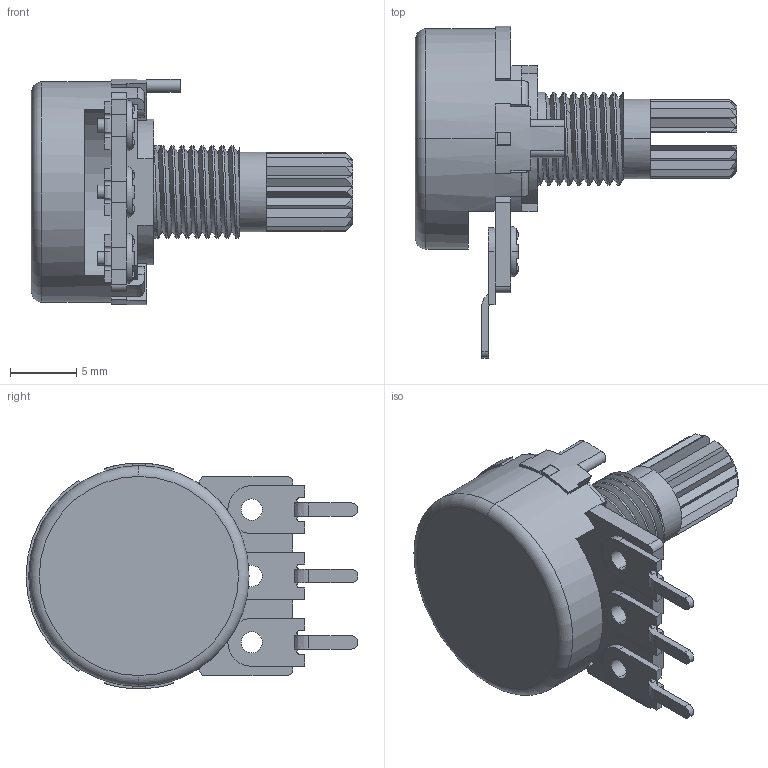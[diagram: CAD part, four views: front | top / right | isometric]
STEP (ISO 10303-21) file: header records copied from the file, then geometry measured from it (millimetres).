
FILE_DESCRIPTION(('FreeCAD Model'),'2;1');
FILE_NAME('Open CASCADE Shape Model','2022-02-04T19:10:10',('Author'),( ''),'Open CASCADE STEP processor 7.4','FreeCAD','Unknown');
FILE_SCHEMA(('AUTOMOTIVE_DESIGN { 1 0 10303 214 1 1 1 1 }'));
Length unit declared in the file: millimetre
Products named in the file (1): PDB181-K415K-103B001
Bounding box: 24.2 x 25 x 17 mm (x, y, z)
Volume: 1276.1 mm3; surface area: 2355.6 mm2
Topology: 1 solids, 4 shells, 348 faces, 873 edges, 545 vertices
Faces by surface type: plane 230, cylinder 68, torus 20, cone 18, extrusion 6, bspline 6
Entity records: 12416 total; most frequent: CARTESIAN_POINT 4127, ORIENTED_EDGE 1746, DIRECTION 1685, EDGE_CURVE 873, AXIS2_PLACEMENT_3D 596, VERTEX_POINT 545, VECTOR 493, LINE 487
